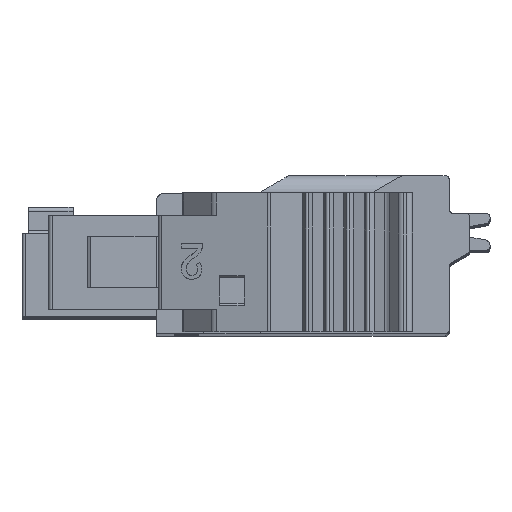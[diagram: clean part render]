
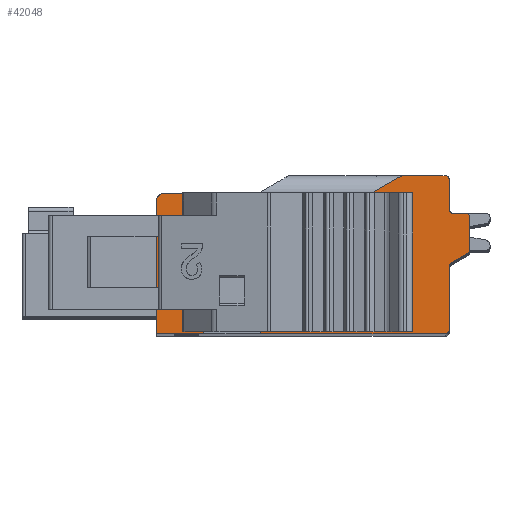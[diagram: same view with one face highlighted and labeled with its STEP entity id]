
A CAD part, top view. The second image highlights one B-rep face of the part: STEP entity #42048.
In plain terms, the highlighted planar face has unit normal (0, 0, 1).
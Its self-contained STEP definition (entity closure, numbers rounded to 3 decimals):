
#4559=DIRECTION('',(0.,-1.,0.));
#4560=VECTOR('',#4559,6.75);
#4561=CARTESIAN_POINT('',(26.932,23.438,79.275));
#4562=LINE('',#4561,#4560);
#4563=DIRECTION('',(1.,0.,0.));
#4564=VECTOR('',#4563,2.497);
#4565=CARTESIAN_POINT('',(27.901,23.438,79.275));
#4566=LINE('',#4565,#4564);
#4567=DIRECTION('',(0.866,0.5,0.));
#4568=VECTOR('',#4567,1.8);
#4569=CARTESIAN_POINT('',(30.397,23.438,79.275));
#4570=LINE('',#4569,#4568);
#4571=DIRECTION('',(1.,0.,0.));
#4572=VECTOR('',#4571,2.1);
#4573=CARTESIAN_POINT('',(31.956,24.338,79.275));
#4574=LINE('',#4573,#4572);
#4575=CARTESIAN_POINT('',(34.056,24.138,79.275));
#4576=DIRECTION('',(0.,0.,-1.));
#4577=DIRECTION('',(0.,1.,0.));
#4578=AXIS2_PLACEMENT_3D('',#4575,#4576,#4577);
#4580=DIRECTION('',(0.,-1.,0.));
#4581=VECTOR('',#4580,1.45);
#4582=CARTESIAN_POINT('',(34.256,24.138,79.275));
#4583=LINE('',#4582,#4581);
#4584=CARTESIAN_POINT('',(34.456,22.688,79.275));
#4585=DIRECTION('',(0.,0.,1.));
#4586=DIRECTION('',(-1.,0.,0.));
#4587=AXIS2_PLACEMENT_3D('',#4584,#4585,#4586);
#4589=DIRECTION('',(1.,0.,0.));
#4590=VECTOR('',#4589,0.6);
#4591=CARTESIAN_POINT('',(34.456,22.488,79.275));
#4592=LINE('',#4591,#4590);
#4593=CARTESIAN_POINT('',(35.056,22.288,79.275));
#4594=DIRECTION('',(0.,0.,-1.));
#4595=DIRECTION('',(0.,1.,0.));
#4596=AXIS2_PLACEMENT_3D('',#4593,#4594,#4595);
#4598=DIRECTION('',(0.,-1.,0.));
#4599=VECTOR('',#4598,1.585);
#4600=CARTESIAN_POINT('',(35.256,22.288,79.275));
#4601=LINE('',#4600,#4599);
#4602=CARTESIAN_POINT('',(35.056,20.703,79.275));
#4603=DIRECTION('',(0.,0.,-1.));
#4604=DIRECTION('',(1.,0.,0.));
#4605=AXIS2_PLACEMENT_3D('',#4602,#4603,#4604);
#4607=DIRECTION('',(-0.866,-0.5,0.));
#4608=VECTOR('',#4607,0.924);
#4609=CARTESIAN_POINT('',(35.156,20.53,79.275));
#4610=LINE('',#4609,#4608);
#4611=CARTESIAN_POINT('',(34.456,19.895,79.275));
#4612=DIRECTION('',(0.,0.,1.));
#4613=DIRECTION('',(-0.5,0.866,0.));
#4614=AXIS2_PLACEMENT_3D('',#4611,#4612,#4613);
#4616=DIRECTION('',(0.,-1.,0.));
#4617=VECTOR('',#4616,3.107);
#4618=CARTESIAN_POINT('',(34.256,19.895,79.275));
#4619=LINE('',#4618,#4617);
#4620=CARTESIAN_POINT('',(34.056,16.788,79.275));
#4621=DIRECTION('',(0.,0.,-1.));
#4622=DIRECTION('',(1.,0.,0.));
#4623=AXIS2_PLACEMENT_3D('',#4620,#4621,#4622);
#4625=DIRECTION('',(-1.,0.,0.));
#4626=VECTOR('',#4625,14.1);
#4627=CARTESIAN_POINT('',(34.056,16.588,79.275));
#4628=LINE('',#4627,#4626);
#4629=DIRECTION('',(0.,1.,0.));
#4630=VECTOR('',#4629,6.55);
#4631=CARTESIAN_POINT('',(19.956,16.588,79.275));
#4632=LINE('',#4631,#4630);
#4633=CARTESIAN_POINT('',(20.256,23.138,79.275));
#4634=DIRECTION('',(0.,0.,-1.));
#4635=DIRECTION('',(-1.,-0.001,0.));
#4636=AXIS2_PLACEMENT_3D('',#4633,#4634,#4635);
#4638=DIRECTION('',(1.,0.,0.));
#4639=VECTOR('',#4638,6.676);
#4640=CARTESIAN_POINT('',(20.256,23.438,79.275));
#4641=LINE('',#4640,#4639);
#4642=DIRECTION('',(0.,-1.,0.));
#4643=VECTOR('',#4642,5.73);
#4644=CARTESIAN_POINT('',(22.765,22.468,79.275));
#4645=LINE('',#4644,#4643);
#4646=DIRECTION('',(0.,1.,0.));
#4647=VECTOR('',#4646,5.73);
#4648=CARTESIAN_POINT('',(24.486,16.738,79.275));
#4649=LINE('',#4648,#4647);
#4658=DIRECTION('',(0.,-1.,0.));
#4659=VECTOR('',#4658,6.75);
#4660=CARTESIAN_POINT('',(27.901,23.438,79.275));
#4661=LINE('',#4660,#4659);
#4802=DIRECTION('',(-1.,0.,0.));
#4803=VECTOR('',#4802,0.968);
#4804=CARTESIAN_POINT('',(27.901,16.688,79.275));
#4805=LINE('',#4804,#4803);
#5421=DIRECTION('',(-1.,0.,0.));
#5422=VECTOR('',#5421,1.721);
#5423=CARTESIAN_POINT('',(24.486,16.738,79.275));
#5424=LINE('',#5423,#5422);
#5437=DIRECTION('',(1.,0.,0.));
#5438=VECTOR('',#5437,1.721);
#5439=CARTESIAN_POINT('',(22.765,22.468,79.275));
#5440=LINE('',#5439,#5438);
#28352=CARTESIAN_POINT('',(34.256,19.895,79.275));
#28353=CARTESIAN_POINT('',(34.256,16.788,79.275));
#28354=VERTEX_POINT('',#28352);
#28355=VERTEX_POINT('',#28353);
#28659=CARTESIAN_POINT('',(34.056,16.588,79.275));
#28660=VERTEX_POINT('',#28659);
#28665=CARTESIAN_POINT('',(19.956,16.588,79.275));
#28666=VERTEX_POINT('',#28665);
#29047=CARTESIAN_POINT('',(30.397,23.438,79.275));
#29048=VERTEX_POINT('',#29047);
#29049=CARTESIAN_POINT('',(27.901,23.438,79.275));
#29050=VERTEX_POINT('',#29049);
#29057=CARTESIAN_POINT('',(26.932,23.438,79.275));
#29058=VERTEX_POINT('',#29057);
#29059=CARTESIAN_POINT('',(20.256,23.438,79.275));
#29060=VERTEX_POINT('',#29059);
#29235=CARTESIAN_POINT('',(34.056,24.338,79.275));
#29236=VERTEX_POINT('',#29235);
#29237=CARTESIAN_POINT('',(31.956,24.338,79.275));
#29238=VERTEX_POINT('',#29237);
#29707=CARTESIAN_POINT('',(34.256,24.138,79.275));
#29708=VERTEX_POINT('',#29707);
#29731=CARTESIAN_POINT('',(34.256,22.688,79.275));
#29732=VERTEX_POINT('',#29731);
#30163=CARTESIAN_POINT('',(34.356,20.068,79.275));
#30164=VERTEX_POINT('',#30163);
#30165=CARTESIAN_POINT('',(35.156,20.53,79.275));
#30166=VERTEX_POINT('',#30165);
#30167=CARTESIAN_POINT('',(26.932,16.688,79.275));
#30168=VERTEX_POINT('',#30167);
#30169=CARTESIAN_POINT('',(27.901,16.688,79.275));
#30170=VERTEX_POINT('',#30169);
#30171=CARTESIAN_POINT('',(34.456,22.488,79.275));
#30172=VERTEX_POINT('',#30171);
#30173=CARTESIAN_POINT('',(35.056,22.488,79.275));
#30174=VERTEX_POINT('',#30173);
#30175=CARTESIAN_POINT('',(35.256,22.288,79.275));
#30176=VERTEX_POINT('',#30175);
#30177=CARTESIAN_POINT('',(35.256,20.703,79.275));
#30178=VERTEX_POINT('',#30177);
#30179=CARTESIAN_POINT('',(19.956,23.138,79.275));
#30180=VERTEX_POINT('',#30179);
#30181=CARTESIAN_POINT('',(22.765,22.468,79.275));
#30182=CARTESIAN_POINT('',(22.765,16.738,79.275));
#30183=VERTEX_POINT('',#30181);
#30184=VERTEX_POINT('',#30182);
#30185=CARTESIAN_POINT('',(24.486,16.738,79.275));
#30186=VERTEX_POINT('',#30185);
#30187=CARTESIAN_POINT('',(24.486,22.468,79.275));
#30188=VERTEX_POINT('',#30187);
#41998=CARTESIAN_POINT('',(26.228,21.108,79.275));
#41999=DIRECTION('',(0.,0.,1.));
#42000=DIRECTION('',(1.,0.,0.));
#42001=AXIS2_PLACEMENT_3D('',#41998,#41999,#42000);
#42002=PLANE('',#42001);
#42004=ORIENTED_EDGE('',*,*,#42003,.T.);
#42006=ORIENTED_EDGE('',*,*,#42005,.F.);
#42008=ORIENTED_EDGE('',*,*,#42007,.F.);
#42009=ORIENTED_EDGE('',*,*,#40574,.T.);
#42011=ORIENTED_EDGE('',*,*,#42010,.T.);
#42012=ORIENTED_EDGE('',*,*,#40790,.T.);
#42013=ORIENTED_EDGE('',*,*,#41354,.T.);
#42014=ORIENTED_EDGE('',*,*,#41388,.T.);
#42016=ORIENTED_EDGE('',*,*,#42015,.T.);
#42018=ORIENTED_EDGE('',*,*,#42017,.T.);
#42020=ORIENTED_EDGE('',*,*,#42019,.T.);
#42022=ORIENTED_EDGE('',*,*,#42021,.T.);
#42024=ORIENTED_EDGE('',*,*,#42023,.T.);
#42025=ORIENTED_EDGE('',*,*,#41990,.T.);
#42026=ORIENTED_EDGE('',*,*,#41979,.T.);
#42027=ORIENTED_EDGE('',*,*,#36533,.T.);
#42028=ORIENTED_EDGE('',*,*,#40477,.T.);
#42030=ORIENTED_EDGE('',*,*,#42029,.T.);
#42032=ORIENTED_EDGE('',*,*,#42031,.T.);
#42034=ORIENTED_EDGE('',*,*,#42033,.T.);
#42035=ORIENTED_EDGE('',*,*,#40584,.T.);
#42036=EDGE_LOOP('',(#42004,#42006,#42008,#42009,#42011,#42012,#42013,#42014,
#42016,#42018,#42020,#42022,#42024,#42025,#42026,#42027,#42028,#42030,#42032,
#42034,#42035));
#42037=FACE_OUTER_BOUND('',#42036,.F.);
#42039=ORIENTED_EDGE('',*,*,#42038,.T.);
#42041=ORIENTED_EDGE('',*,*,#42040,.F.);
#42043=ORIENTED_EDGE('',*,*,#42042,.T.);
#42045=ORIENTED_EDGE('',*,*,#42044,.F.);
#42046=EDGE_LOOP('',(#42039,#42041,#42043,#42045));
#42047=FACE_BOUND('',#42046,.F.);
#4579=CIRCLE('',#4578,0.2);
#4588=CIRCLE('',#4587,0.2);
#4597=CIRCLE('',#4596,0.2);
#4606=CIRCLE('',#4605,0.2);
#4615=CIRCLE('',#4614,0.2);
#4624=CIRCLE('',#4623,0.2);
#4637=CIRCLE('',#4636,0.3);
#36533=EDGE_CURVE('',#28354,#28355,#4619,.T.);
#40477=EDGE_CURVE('',#28355,#28660,#4624,.T.);
#40574=EDGE_CURVE('',#29050,#29048,#4566,.T.);
#40584=EDGE_CURVE('',#29060,#29058,#4641,.T.);
#40790=EDGE_CURVE('',#29238,#29236,#4574,.T.);
#41354=EDGE_CURVE('',#29236,#29708,#4579,.T.);
#41388=EDGE_CURVE('',#29708,#29732,#4583,.T.);
#41979=EDGE_CURVE('',#30164,#28354,#4615,.T.);
#41990=EDGE_CURVE('',#30166,#30164,#4610,.T.);
#42003=EDGE_CURVE('',#29058,#30168,#4562,.T.);
#42005=EDGE_CURVE('',#30170,#30168,#4805,.T.);
#42007=EDGE_CURVE('',#29050,#30170,#4661,.T.);
#42010=EDGE_CURVE('',#29048,#29238,#4570,.T.);
#42015=EDGE_CURVE('',#29732,#30172,#4588,.T.);
#42017=EDGE_CURVE('',#30172,#30174,#4592,.T.);
#42019=EDGE_CURVE('',#30174,#30176,#4597,.T.);
#42021=EDGE_CURVE('',#30176,#30178,#4601,.T.);
#42023=EDGE_CURVE('',#30178,#30166,#4606,.T.);
#42029=EDGE_CURVE('',#28660,#28666,#4628,.T.);
#42031=EDGE_CURVE('',#28666,#30180,#4632,.T.);
#42033=EDGE_CURVE('',#30180,#29060,#4637,.T.);
#42038=EDGE_CURVE('',#30183,#30184,#4645,.T.);
#42040=EDGE_CURVE('',#30186,#30184,#5424,.T.);
#42042=EDGE_CURVE('',#30186,#30188,#4649,.T.);
#42044=EDGE_CURVE('',#30183,#30188,#5440,.T.);
#42048=ADVANCED_FACE('',(#42037,#42047),#42002,.T.);
